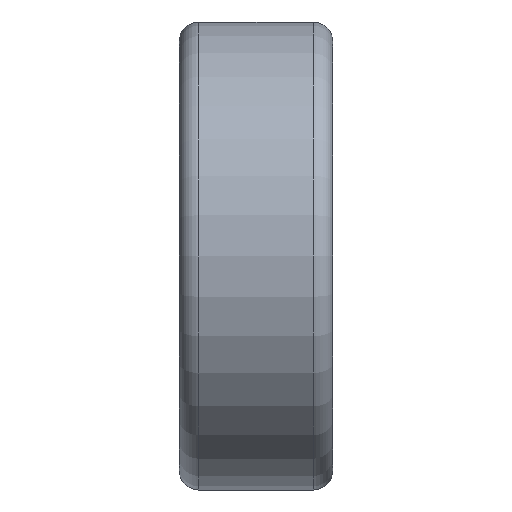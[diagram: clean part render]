
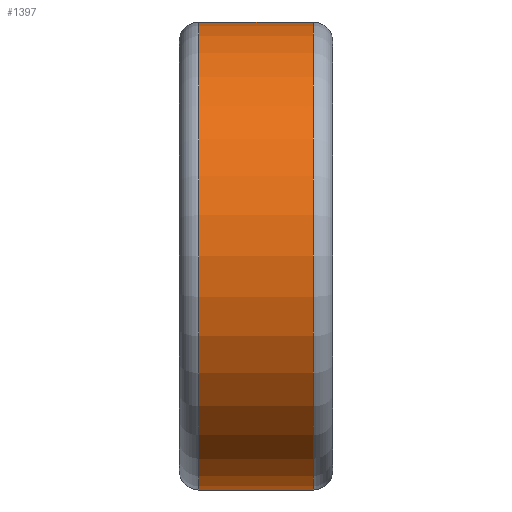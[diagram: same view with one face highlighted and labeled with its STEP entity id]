
A CAD part, left-side view. The second image highlights one B-rep face of the part: STEP entity #1397.
In plain terms, the highlighted cylindrical face has radius 5.95 mm (diameter 11.9 mm), a partial arc.
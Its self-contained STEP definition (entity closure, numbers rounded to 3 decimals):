
#74 = CIRCLE ( 'NONE', #883, 5.95 ) ;
#153 = CARTESIAN_POINT ( 'NONE',  ( -38.1, 3.4, 0. ) ) ;
#204 = EDGE_CURVE ( 'NONE', #1664, #2370, #74, .T. ) ;
#431 = DIRECTION ( 'NONE',  ( 0., 1., 0. ) ) ;
#441 = DIRECTION ( 'NONE',  ( 0., 0., 1. ) ) ;
#561 = CARTESIAN_POINT ( 'NONE',  ( -38.1, 1.9, 0. ) ) ;
#874 = VERTEX_POINT ( 'NONE', #1454 ) ;
#883 = AXIS2_PLACEMENT_3D ( 'NONE', #1960, #431, #441 ) ;
#972 = CARTESIAN_POINT ( 'NONE',  ( -38.1, 3.4, -5.95 ) ) ;
#1004 = CIRCLE ( 'NONE', #2432, 5.95 ) ;
#1008 = EDGE_LOOP ( 'NONE', ( #2033, #2504, #2083, #1881 ) ) ;
#1209 = VECTOR ( 'NONE', #2410, 1000. ) ;
#1236 = CARTESIAN_POINT ( 'NONE',  ( -38.1, 1.9, -5.95 ) ) ;
#1314 = LINE ( 'NONE', #1328, #1581 ) ;
#1328 = CARTESIAN_POINT ( 'NONE',  ( -38.1, 1.9, 5.95 ) ) ;
#1357 = DIRECTION ( 'NONE',  ( 0., -1., 0. ) ) ;
#1397 = ADVANCED_FACE ( 'NONE', ( #1708 ), #2302, .T. ) ;
#1454 = CARTESIAN_POINT ( 'NONE',  ( -38.1, 3.4, 5.95 ) ) ;
#1464 = LINE ( 'NONE', #1236, #1209 ) ;
#1502 = DIRECTION ( 'NONE',  ( 0., -1., 0. ) ) ;
#1581 = VECTOR ( 'NONE', #1869, 1000. ) ;
#1640 = CARTESIAN_POINT ( 'NONE',  ( -38.1, 0.5, 5.95 ) ) ;
#1664 = VERTEX_POINT ( 'NONE', #2052 ) ;
#1708 = FACE_OUTER_BOUND ( 'NONE', #1008, .T. ) ;
#1845 = AXIS2_PLACEMENT_3D ( 'NONE', #561, #1357, #1942 ) ;
#1869 = DIRECTION ( 'NONE',  ( 0., -1., 0. ) ) ;
#1874 = VERTEX_POINT ( 'NONE', #972 ) ;
#1881 = ORIENTED_EDGE ( 'NONE', *, *, #2163, .T. ) ;
#1942 = DIRECTION ( 'NONE',  ( 0., 0., -1. ) ) ;
#1952 = EDGE_CURVE ( 'NONE', #1874, #1664, #1464, .T. ) ;
#1960 = CARTESIAN_POINT ( 'NONE',  ( -38.1, 0.5, 0. ) ) ;
#2033 = ORIENTED_EDGE ( 'NONE', *, *, #1952, .T. ) ;
#2052 = CARTESIAN_POINT ( 'NONE',  ( -38.1, 0.5, -5.95 ) ) ;
#2083 = ORIENTED_EDGE ( 'NONE', *, *, #2160, .F. ) ;
#2096 = DIRECTION ( 'NONE',  ( 0., 0., 1. ) ) ;
#2160 = EDGE_CURVE ( 'NONE', #874, #2370, #1314, .T. ) ;
#2163 = EDGE_CURVE ( 'NONE', #874, #1874, #1004, .T. ) ;
#2302 = CYLINDRICAL_SURFACE ( 'NONE', #1845, 5.95 ) ;
#2370 = VERTEX_POINT ( 'NONE', #1640 ) ;
#2410 = DIRECTION ( 'NONE',  ( 0., -1., 0. ) ) ;
#2432 = AXIS2_PLACEMENT_3D ( 'NONE', #153, #1502, #2096 ) ;
#2504 = ORIENTED_EDGE ( 'NONE', *, *, #204, .T. ) ;
